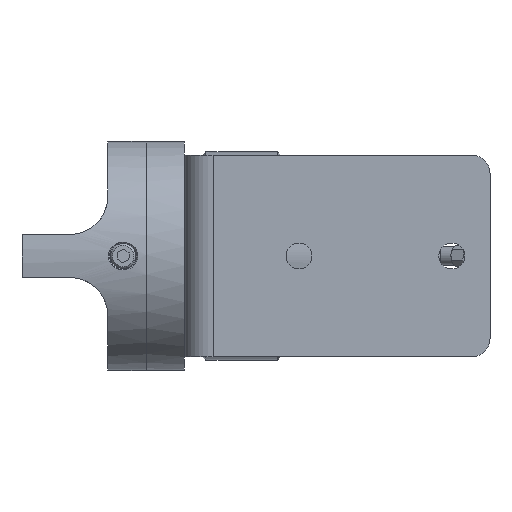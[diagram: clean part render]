
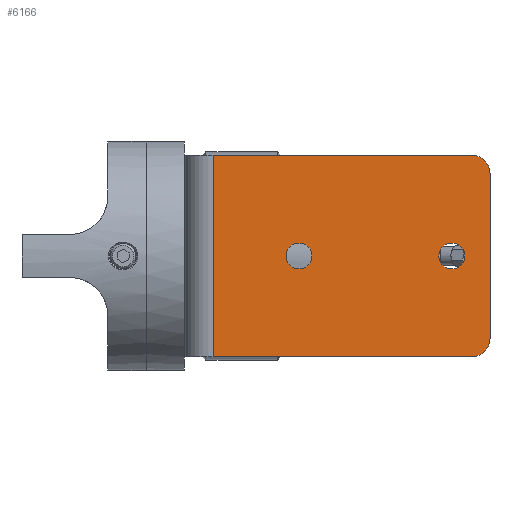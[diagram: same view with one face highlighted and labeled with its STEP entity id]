
A CAD part, front view. The second image highlights one B-rep face of the part: STEP entity #6166.
In plain terms, the highlighted planar face has unit normal (0, -1, 0).
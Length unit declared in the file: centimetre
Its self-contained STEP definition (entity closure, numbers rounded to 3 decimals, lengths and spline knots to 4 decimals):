
#506=LINE('',#9868,#864);
#511=LINE('',#9877,#869);
#515=LINE('',#9888,#873);
#517=LINE('',#9892,#875);
#864=VECTOR('',#7809,3.3528);
#869=VECTOR('',#7818,4.297);
#873=VECTOR('',#7830,2.7428);
#875=VECTOR('',#7836,4.297);
#1194=PLANE('',#6727);
#1366=FACE_BOUND('',#2114,.T.);
#1367=FACE_BOUND('',#2115,.T.);
#1641=FACE_OUTER_BOUND('',#2113,.T.);
#2113=EDGE_LOOP('',(#4752,#4753,#4754,#4755,#4756,#4757));
#2114=EDGE_LOOP('',(#4758));
#2115=EDGE_LOOP('',(#4759));
#2500=CIRCLE('',#6725,0.305);
#2501=CIRCLE('',#6728,0.305);
#2502=CIRCLE('',#6729,0.216);
#2503=CIRCLE('',#6730,0.216);
#2859=VERTEX_POINT('',#9865);
#2860=VERTEX_POINT('',#9867);
#2862=VERTEX_POINT('',#9875);
#2863=VERTEX_POINT('',#9881);
#2864=VERTEX_POINT('',#9883);
#2865=VERTEX_POINT('',#9887);
#2866=VERTEX_POINT('',#9893);
#2867=VERTEX_POINT('',#9895);
#3542=EDGE_CURVE('',#2859,#2860,#506,.T.);
#3548=EDGE_CURVE('',#2859,#2862,#511,.T.);
#3551=EDGE_CURVE('',#2863,#2864,#2500,.T.);
#3553=EDGE_CURVE('',#2864,#2865,#515,.T.);
#3555=EDGE_CURVE('',#2865,#2862,#2501,.T.);
#3556=EDGE_CURVE('',#2860,#2863,#517,.T.);
#3557=EDGE_CURVE('',#2866,#2866,#2502,.T.);
#3558=EDGE_CURVE('',#2867,#2867,#2503,.T.);
#4752=ORIENTED_EDGE('',*,*,#3542,.F.);
#4753=ORIENTED_EDGE('',*,*,#3548,.T.);
#4754=ORIENTED_EDGE('',*,*,#3555,.F.);
#4755=ORIENTED_EDGE('',*,*,#3553,.F.);
#4756=ORIENTED_EDGE('',*,*,#3551,.F.);
#4757=ORIENTED_EDGE('',*,*,#3556,.F.);
#4758=ORIENTED_EDGE('',*,*,#3557,.T.);
#4759=ORIENTED_EDGE('',*,*,#3558,.T.);
#6166=ADVANCED_FACE('',(#1641,#1366,#1367),#1194,.T.);
#6725=AXIS2_PLACEMENT_3D('',#9884,#7825,#7826);
#6727=AXIS2_PLACEMENT_3D('',#9890,#7832,#7833);
#6728=AXIS2_PLACEMENT_3D('',#9891,#7834,#7835);
#6729=AXIS2_PLACEMENT_3D('',#9894,#7837,#7838);
#6730=AXIS2_PLACEMENT_3D('',#9896,#7839,#7840);
#7809=DIRECTION('',(0.,0.,1.));
#7818=DIRECTION('',(1.,0.,0.));
#7825=DIRECTION('center_axis',(0.,1.,0.));
#7826=DIRECTION('ref_axis',(0.707,0.,0.707));
#7830=DIRECTION('',(0.,0.,-1.));
#7832=DIRECTION('center_axis',(0.,-1.,0.));
#7833=DIRECTION('ref_axis',(0.,0.,-1.));
#7834=DIRECTION('center_axis',(0.,1.,0.));
#7835=DIRECTION('ref_axis',(0.707,0.,-0.707));
#7836=DIRECTION('',(1.,0.,0.));
#7837=DIRECTION('center_axis',(0.,1.,0.));
#7838=DIRECTION('ref_axis',(1.,0.,0.));
#7839=DIRECTION('center_axis',(0.,1.,0.));
#7840=DIRECTION('ref_axis',(1.,0.,0.));
#9865=CARTESIAN_POINT('',(0.478,0.,-3.3528));
#9867=CARTESIAN_POINT('',(0.478,0.,0.));
#9868=CARTESIAN_POINT('',(0.478,0.,0.));
#9875=CARTESIAN_POINT('',(4.775,0.,-3.3528));
#9877=CARTESIAN_POINT('',(0.,0.,-3.3528));
#9881=CARTESIAN_POINT('',(4.775,0.,0.));
#9883=CARTESIAN_POINT('',(5.08,0.,-0.305));
#9884=CARTESIAN_POINT('Origin',(4.775,0.,-0.305));
#9887=CARTESIAN_POINT('',(5.08,0.,-3.0478));
#9888=CARTESIAN_POINT('',(5.08,0.,0.));
#9890=CARTESIAN_POINT('Origin',(0.,0.,0.));
#9891=CARTESIAN_POINT('Origin',(4.775,0.,-3.0478));
#9892=CARTESIAN_POINT('',(0.,0.,0.));
#9893=CARTESIAN_POINT('',(1.689,0.,-1.6764));
#9894=CARTESIAN_POINT('Origin',(1.905,0.,-1.6764));
#9895=CARTESIAN_POINT('',(4.229,0.,-1.6764));
#9896=CARTESIAN_POINT('Origin',(4.445,0.,-1.6764));
